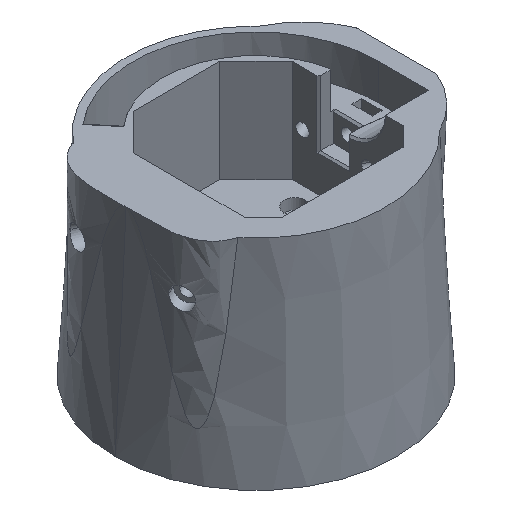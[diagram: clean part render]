
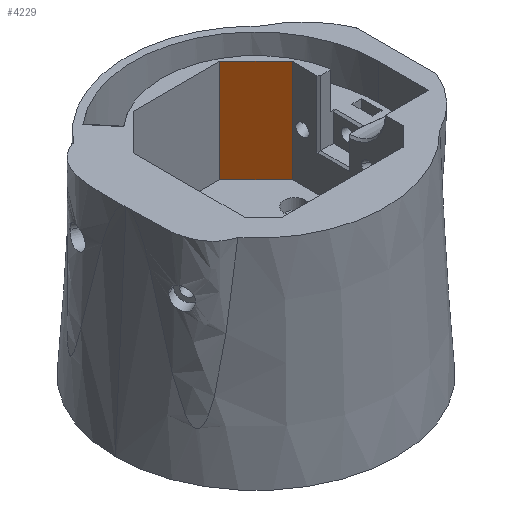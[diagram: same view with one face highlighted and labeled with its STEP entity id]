
A CAD part, isometric view. The second image highlights one B-rep face of the part: STEP entity #4229.
In plain terms, the highlighted planar face has unit normal (-0.707, -0.707, 0).
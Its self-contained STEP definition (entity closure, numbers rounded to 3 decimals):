
#143 = VECTOR ( 'NONE', #1266, 1000. ) ;
#157 = EDGE_CURVE ( 'NONE', #1071, #3610, #1661, .T. ) ;
#228 = CARTESIAN_POINT ( 'NONE',  ( 22., 12., -33.655 ) ) ;
#252 = LINE ( 'NONE', #4685, #4933 ) ;
#681 = ORIENTED_EDGE ( 'NONE', *, *, #157, .T. ) ;
#828 = VECTOR ( 'NONE', #1069, 1000. ) ;
#1027 = DIRECTION ( 'NONE',  ( -0.707, 0.707, 0. ) ) ;
#1069 = DIRECTION ( 'NONE',  ( 0.707, -0.707, 0. ) ) ;
#1071 = VERTEX_POINT ( 'NONE', #3092 ) ;
#1227 = EDGE_LOOP ( 'NONE', ( #1687, #681, #2196, #2210 ) ) ;
#1266 = DIRECTION ( 'NONE',  ( 0., 0., 1. ) ) ;
#1269 = DIRECTION ( 'NONE',  ( 0., 0., 1. ) ) ;
#1408 = CARTESIAN_POINT ( 'NONE',  ( 12., 22., 30. ) ) ;
#1661 = LINE ( 'NONE', #2801, #143 ) ;
#1687 = ORIENTED_EDGE ( 'NONE', *, *, #2540, .T. ) ;
#1947 = CARTESIAN_POINT ( 'NONE',  ( 22., 12., 30. ) ) ;
#2175 = FACE_OUTER_BOUND ( 'NONE', #1227, .T. ) ;
#2196 = ORIENTED_EDGE ( 'NONE', *, *, #5231, .T. ) ;
#2210 = ORIENTED_EDGE ( 'NONE', *, *, #4608, .F. ) ;
#2372 = AXIS2_PLACEMENT_3D ( 'NONE', #228, #3107, #2699 ) ;
#2497 = CARTESIAN_POINT ( 'NONE',  ( 12., 22., -33.655 ) ) ;
#2540 = EDGE_CURVE ( 'NONE', #4024, #1071, #2735, .T. ) ;
#2699 = DIRECTION ( 'NONE',  ( -0.707, 0.707, 0. ) ) ;
#2735 = LINE ( 'NONE', #1947, #828 ) ;
#2801 = CARTESIAN_POINT ( 'NONE',  ( 22., 12., -33.655 ) ) ;
#3092 = CARTESIAN_POINT ( 'NONE',  ( 22., 12., 30. ) ) ;
#3107 = DIRECTION ( 'NONE',  ( 0.707, 0.707, 0. ) ) ;
#3278 = CARTESIAN_POINT ( 'NONE',  ( 22., 12., 58.4 ) ) ;
#3610 = VERTEX_POINT ( 'NONE', #3278 ) ;
#4024 = VERTEX_POINT ( 'NONE', #1408 ) ;
#4229 = ADVANCED_FACE ( 'NONE', ( #2175 ), #5219, .F. ) ;
#4490 = VERTEX_POINT ( 'NONE', #4873 ) ;
#4501 = VECTOR ( 'NONE', #1269, 1000. ) ;
#4608 = EDGE_CURVE ( 'NONE', #4024, #4490, #5012, .T. ) ;
#4685 = CARTESIAN_POINT ( 'NONE',  ( 22., 12., 58.4 ) ) ;
#4873 = CARTESIAN_POINT ( 'NONE',  ( 12., 22., 58.4 ) ) ;
#4933 = VECTOR ( 'NONE', #1027, 1000. ) ;
#5012 = LINE ( 'NONE', #2497, #4501 ) ;
#5219 = PLANE ( 'NONE',  #2372 ) ;
#5231 = EDGE_CURVE ( 'NONE', #3610, #4490, #252, .T. ) ;
